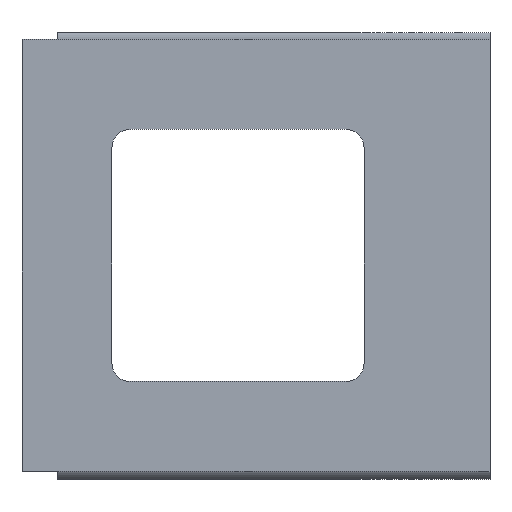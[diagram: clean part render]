
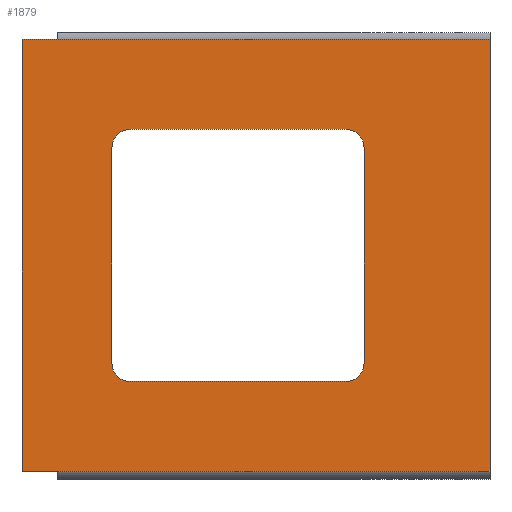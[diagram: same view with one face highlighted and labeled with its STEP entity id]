
A CAD part, top view. The second image highlights one B-rep face of the part: STEP entity #1879.
In plain terms, the highlighted planar face has unit normal (0, 0, 1).
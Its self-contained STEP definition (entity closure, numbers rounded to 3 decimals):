
#22=FACE_BOUND('',#267,.T.);
#81=PLANE('',#2042);
#170=FACE_OUTER_BOUND('',#266,.T.);
#266=EDGE_LOOP('',(#1749,#1750,#1751,#1752));
#267=EDGE_LOOP('',(#1753,#1754,#1755,#1756,#1757,#1758,#1759,#1760));
#316=CIRCLE('',#1989,5.);
#318=CIRCLE('',#1993,5.);
#320=CIRCLE('',#1997,5.);
#322=CIRCLE('',#2001,5.);
#433=LINE('',#2913,#644);
#437=LINE('',#2925,#648);
#443=LINE('',#2940,#654);
#446=LINE('',#2949,#657);
#454=LINE('',#2970,#665);
#514=LINE('',#3083,#725);
#516=LINE('',#3086,#727);
#538=LINE('',#3135,#749);
#644=VECTOR('',#2346,10.);
#648=VECTOR('',#2358,10.);
#654=VECTOR('',#2372,10.);
#657=VECTOR('',#2383,10.);
#665=VECTOR('',#2401,10.);
#725=VECTOR('',#2487,10.);
#727=VECTOR('',#2491,10.);
#749=VECTOR('',#2551,10.);
#864=VERTEX_POINT('',#2903);
#865=VERTEX_POINT('',#2904);
#868=VERTEX_POINT('',#2912);
#870=VERTEX_POINT('',#2918);
#872=VERTEX_POINT('',#2924);
#874=VERTEX_POINT('',#2930);
#875=VERTEX_POINT('',#2931);
#878=VERTEX_POINT('',#2942);
#886=VERTEX_POINT('',#2966);
#887=VERTEX_POINT('',#2968);
#926=VERTEX_POINT('',#3080);
#927=VERTEX_POINT('',#3082);
#1091=EDGE_CURVE('',#864,#865,#316,.T.);
#1095=EDGE_CURVE('',#868,#865,#433,.T.);
#1098=EDGE_CURVE('',#868,#870,#318,.T.);
#1101=EDGE_CURVE('',#872,#870,#437,.T.);
#1104=EDGE_CURVE('',#874,#875,#320,.T.);
#1109=EDGE_CURVE('',#864,#875,#443,.T.);
#1110=EDGE_CURVE('',#872,#878,#322,.T.);
#1114=EDGE_CURVE('',#874,#878,#446,.T.);
#1124=EDGE_CURVE('',#886,#887,#454,.T.);
#1184=EDGE_CURVE('',#926,#927,#514,.T.);
#1186=EDGE_CURVE('',#886,#926,#516,.T.);
#1210=EDGE_CURVE('',#927,#887,#538,.T.);
#1749=ORIENTED_EDGE('',*,*,#1186,.F.);
#1750=ORIENTED_EDGE('',*,*,#1124,.T.);
#1751=ORIENTED_EDGE('',*,*,#1210,.F.);
#1752=ORIENTED_EDGE('',*,*,#1184,.F.);
#1753=ORIENTED_EDGE('',*,*,#1095,.T.);
#1754=ORIENTED_EDGE('',*,*,#1091,.F.);
#1755=ORIENTED_EDGE('',*,*,#1109,.T.);
#1756=ORIENTED_EDGE('',*,*,#1104,.F.);
#1757=ORIENTED_EDGE('',*,*,#1114,.T.);
#1758=ORIENTED_EDGE('',*,*,#1110,.F.);
#1759=ORIENTED_EDGE('',*,*,#1101,.T.);
#1760=ORIENTED_EDGE('',*,*,#1098,.F.);
#1879=ADVANCED_FACE('',(#170,#22),#81,.T.);
#1989=AXIS2_PLACEMENT_3D('',#2905,#2338,#2339);
#1993=AXIS2_PLACEMENT_3D('',#2919,#2351,#2352);
#1997=AXIS2_PLACEMENT_3D('',#2932,#2363,#2364);
#2001=AXIS2_PLACEMENT_3D('',#2943,#2375,#2376);
#2042=AXIS2_PLACEMENT_3D('',#3136,#2552,#2553);
#2338=DIRECTION('center_axis',(0.,0.,1.));
#2339=DIRECTION('ref_axis',(-0.707,0.707,0.));
#2346=DIRECTION('',(0.,1.,0.));
#2351=DIRECTION('center_axis',(0.,0.,1.));
#2352=DIRECTION('ref_axis',(-0.707,-0.707,0.));
#2358=DIRECTION('',(-1.,0.,0.));
#2363=DIRECTION('center_axis',(0.,0.,1.));
#2364=DIRECTION('ref_axis',(0.707,0.707,0.));
#2372=DIRECTION('',(1.,0.,0.));
#2375=DIRECTION('center_axis',(0.,0.,1.));
#2376=DIRECTION('ref_axis',(0.707,-0.707,0.));
#2383=DIRECTION('',(0.,-1.,0.));
#2401=DIRECTION('',(0.,-1.,0.));
#2487=DIRECTION('',(0.,-1.,0.));
#2491=DIRECTION('',(1.,0.,0.));
#2551=DIRECTION('',(-1.,0.,0.));
#2552=DIRECTION('center_axis',(0.,0.,1.));
#2553=DIRECTION('ref_axis',(1.,0.,0.));
#2903=CARTESIAN_POINT('',(11.276,82.444,52.5));
#2904=CARTESIAN_POINT('',(6.276,77.444,52.5));
#2905=CARTESIAN_POINT('Origin',(11.276,77.444,52.5));
#2912=CARTESIAN_POINT('',(6.276,17.444,52.5));
#2913=CARTESIAN_POINT('',(6.276,29.944,52.5));
#2918=CARTESIAN_POINT('',(11.276,12.444,52.5));
#2919=CARTESIAN_POINT('Origin',(11.276,17.444,52.5));
#2924=CARTESIAN_POINT('',(71.276,12.444,52.5));
#2925=CARTESIAN_POINT('',(63.776,12.444,52.5));
#2930=CARTESIAN_POINT('',(76.276,77.444,52.5));
#2931=CARTESIAN_POINT('',(71.276,82.444,52.5));
#2932=CARTESIAN_POINT('Origin',(71.276,77.444,52.5));
#2940=CARTESIAN_POINT('',(28.776,82.444,52.5));
#2942=CARTESIAN_POINT('',(76.276,17.444,52.5));
#2943=CARTESIAN_POINT('Origin',(71.276,17.444,52.5));
#2949=CARTESIAN_POINT('',(76.276,64.944,52.5));
#2966=CARTESIAN_POINT('',(-18.724,107.444,52.5));
#2968=CARTESIAN_POINT('',(-18.724,-12.556,52.5));
#2970=CARTESIAN_POINT('',(-18.724,107.444,52.5));
#3080=CARTESIAN_POINT('',(111.276,107.444,52.5));
#3082=CARTESIAN_POINT('',(111.276,-12.556,52.5));
#3083=CARTESIAN_POINT('',(111.276,107.444,52.5));
#3086=CARTESIAN_POINT('',(-8.724,107.444,52.5));
#3135=CARTESIAN_POINT('',(111.276,-12.556,52.5));
#3136=CARTESIAN_POINT('Origin',(51.276,47.444,52.5));
